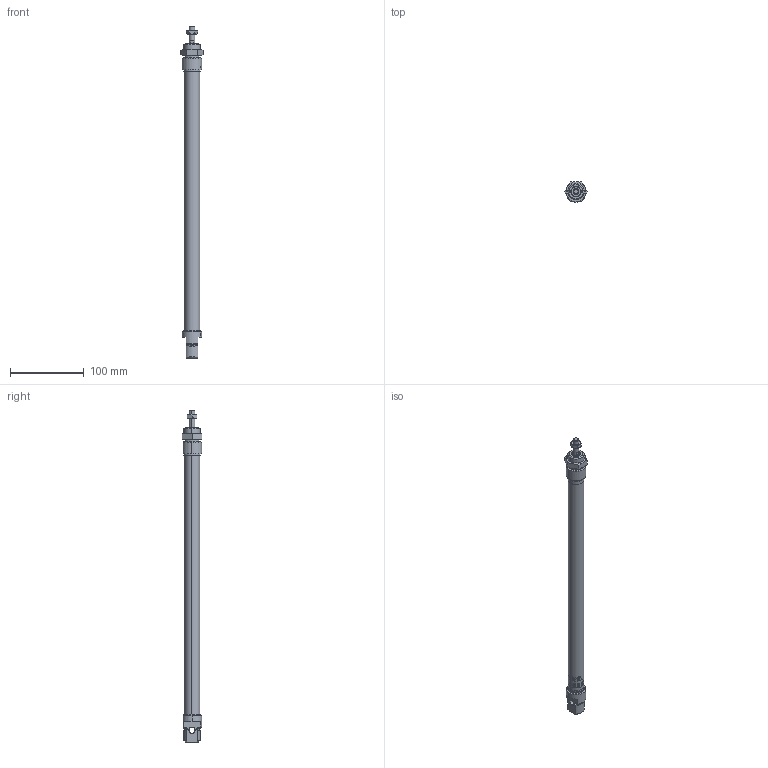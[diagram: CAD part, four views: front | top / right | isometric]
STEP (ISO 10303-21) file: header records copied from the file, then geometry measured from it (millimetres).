
FILE_DESCRIPTION (( 'STEP AP203' ), '1' );
FILE_NAME ('MADE0MA0200320.step', '2022-03-16T07:43:17', ( '' ), ( '' ), 'SwSTEP 2.0', 'SolidWorks 2021', '' );
FILE_SCHEMA (( 'CONFIG_CONTROL_DESIGN' ));
Length unit declared in the file: millimetre
Products named in the file (1): MADE0MA0200320
Bounding box: 31.18 x 27 x 451 mm (x, y, z)
Volume: 72008.5 mm3; surface area: 79721.1 mm2
Topology: 22 solids, 22 shells, 789 faces, 1927 edges, 1207 vertices
Faces by surface type: cylinder 335, plane 203, cone 169, torus 78, sphere 4
Entity records: 24637 total; most frequent: CARTESIAN_POINT 5608, DIRECTION 4250, ORIENTED_EDGE 3834, EDGE_CURVE 1917, AXIS2_PLACEMENT_3D 1771, VERTEX_POINT 1201, CIRCLE 981, EDGE_LOOP 866
